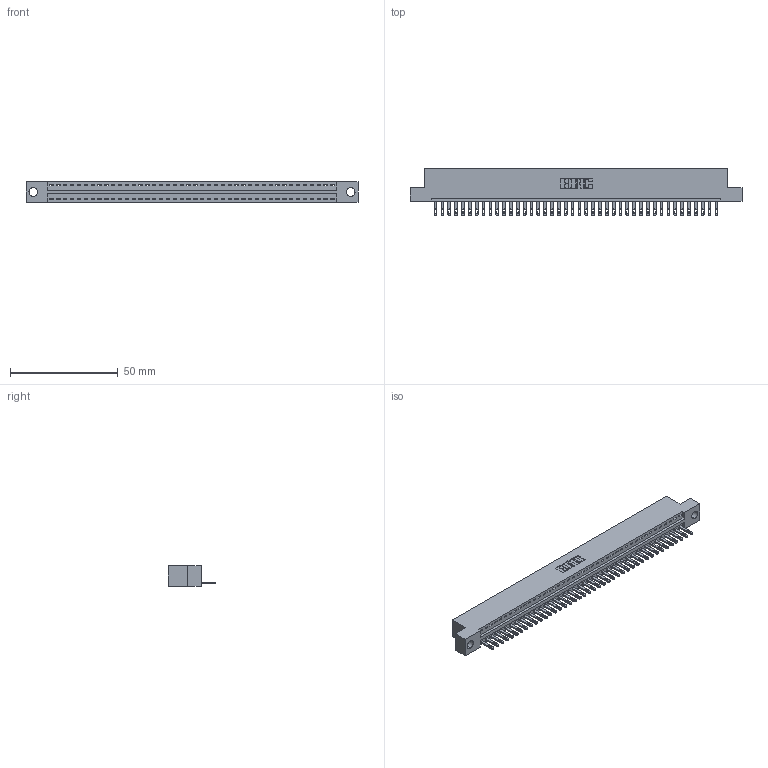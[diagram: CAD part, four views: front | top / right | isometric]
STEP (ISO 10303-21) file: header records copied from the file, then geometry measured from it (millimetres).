
FILE_DESCRIPTION (( 'STEP AP203' ), '1' );
FILE_NAME ('896-042-500-104.STEP', '2021-07-27T21:30:43', ( '' ), ( '' ), 'SwSTEP 2.0', 'SolidWorks 2020', '' );
FILE_SCHEMA (( 'CONFIG_CONTROL_DESIGN' ));
Length unit declared in the file: inch
Products named in the file (3): 345-292-001_345-293-100; 896-042-500-104; 846 Part_Flush Mounting Lugs - 0.156 Dia-TH
Assembly tree (43 placements, depth 2):
  896-042-500-104
    846 Part_Flush Mounting Lugs - 0.156 Dia-TH
    345-292-001_345-293-100  x42
Bounding box: 153.92 x 21.84 x 9.4 mm (x, y, z)
Volume: 14672.1 mm3; surface area: 18241 mm2
Topology: 43 solids, 43 shells, 2390 faces, 7385 edges, 4922 vertices
Faces by surface type: plane 1504, cylinder 886
Entity records: 25999 total; most frequent: CARTESIAN_POINT 4462, ORIENTED_EDGE 4438, DIRECTION 3939, EDGE_CURVE 2219, VECTOR 1915, LINE 1915, VERTEX_POINT 1478, AXIS2_PLACEMENT_3D 1012
